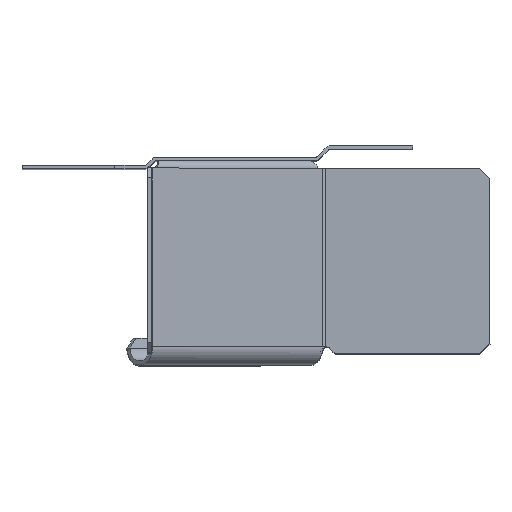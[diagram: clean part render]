
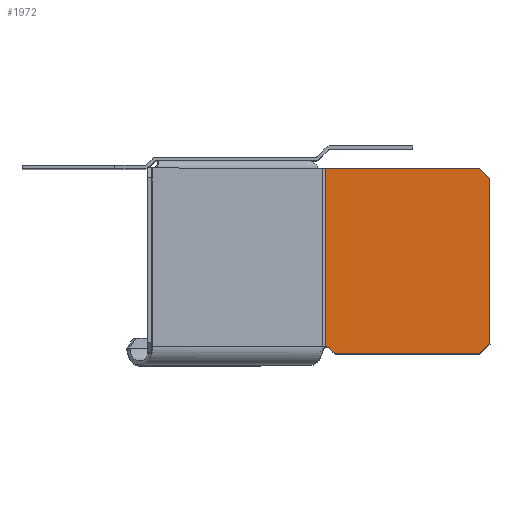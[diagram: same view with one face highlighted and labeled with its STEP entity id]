
A CAD part, top view. The second image highlights one B-rep face of the part: STEP entity #1972.
In plain terms, the highlighted face is planar.
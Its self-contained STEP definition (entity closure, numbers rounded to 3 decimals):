
#824=DIRECTION('',(0.,-1.,0.));
#825=VECTOR('',#824,53.5);
#826=CARTESIAN_POINT('',(-291.54,226.191,
-0.293));
#827=LINE('',#826,#825);
#913=DIRECTION('',(0.5,0.707,0.5));
#914=VECTOR('',#913,2.207);
#915=CARTESIAN_POINT('',(-293.622,170.726,-2.374));
#916=LINE('',#915,#914);
#917=CARTESIAN_POINT('',(-291.768,171.226,
-0.521));
#918=DIRECTION('',(0.707,0.,-0.707));
#919=DIRECTION('',(-0.5,0.707,-0.5));
#920=AXIS2_PLACEMENT_3D('',#917,#918,#919);
#922=DIRECTION('',(-0.707,0.,-0.707));
#923=VECTOR('',#922,46.322);
#924=CARTESIAN_POINT('',(-291.54,226.191,
-0.293));
#925=LINE('',#924,#923);
#926=DIRECTION('',(-0.5,-0.707,-0.5));
#927=VECTOR('',#926,4.243);
#928=CARTESIAN_POINT('',(-324.295,226.191,-33.047));
#929=LINE('',#928,#927);
#930=DIRECTION('',(0.,-1.,0.));
#931=VECTOR('',#930,49.465);
#932=CARTESIAN_POINT('',(-326.416,223.191,-35.169));
#933=LINE('',#932,#931);
#934=DIRECTION('',(0.5,-0.707,0.5));
#935=VECTOR('',#934,4.243);
#936=CARTESIAN_POINT('',(-326.416,173.726,-35.169));
#937=LINE('',#936,#935);
#938=DIRECTION('',(0.707,0.,0.707));
#939=VECTOR('',#938,43.379);
#940=CARTESIAN_POINT('',(-324.295,170.726,-33.047));
#941=LINE('',#940,#939);
#1420=CARTESIAN_POINT('',(-291.54,172.691,
-0.293));
#1422=VERTEX_POINT('',#1420);
#1426=CARTESIAN_POINT('',(-291.54,226.191,
-0.293));
#1427=VERTEX_POINT('',#1426);
#1460=CARTESIAN_POINT('',(-292.518,172.287,
-1.271));
#1461=VERTEX_POINT('',#1460);
#1474=CARTESIAN_POINT('',(-326.416,173.726,
-35.169));
#1475=VERTEX_POINT('',#1474);
#1476=CARTESIAN_POINT('',(-326.416,223.191,
-35.169));
#1477=VERTEX_POINT('',#1476);
#1478=CARTESIAN_POINT('',(-324.295,170.726,
-33.047));
#1479=VERTEX_POINT('',#1478);
#1480=CARTESIAN_POINT('',(-293.622,170.726,
-2.374));
#1481=VERTEX_POINT('',#1480);
#1482=CARTESIAN_POINT('',(-324.295,226.191,
-33.047));
#1483=VERTEX_POINT('',#1482);
#1953=CARTESIAN_POINT('',(-307.918,175.325,
-16.67));
#1954=DIRECTION('',(-0.707,0.,0.707));
#1955=DIRECTION('',(0.707,0.,0.707));
#1956=AXIS2_PLACEMENT_3D('',#1953,#1954,#1955);
#1957=PLANE('',#1956);
#1959=ORIENTED_EDGE('',*,*,#1958,.T.);
#1960=ORIENTED_EDGE('',*,*,#1894,.T.);
#1961=ORIENTED_EDGE('',*,*,#1591,.F.);
#1963=ORIENTED_EDGE('',*,*,#1962,.T.);
#1965=ORIENTED_EDGE('',*,*,#1964,.T.);
#1966=ORIENTED_EDGE('',*,*,#1932,.T.);
#1967=ORIENTED_EDGE('',*,*,#1944,.T.);
#1969=ORIENTED_EDGE('',*,*,#1968,.T.);
#1970=EDGE_LOOP('',(#1959,#1960,#1961,#1963,#1965,#1966,#1967,#1969));
#1971=FACE_OUTER_BOUND('',#1970,.F.);
#1972=ADVANCED_FACE('',(#1971),#1957,.F.);
#921=CIRCLE('',#920,1.5);
#1591=EDGE_CURVE('',#1427,#1422,#827,.T.);
#1894=EDGE_CURVE('',#1461,#1422,#921,.T.);
#1932=EDGE_CURVE('',#1477,#1475,#933,.T.);
#1944=EDGE_CURVE('',#1475,#1479,#937,.T.);
#1958=EDGE_CURVE('',#1481,#1461,#916,.T.);
#1962=EDGE_CURVE('',#1427,#1483,#925,.T.);
#1964=EDGE_CURVE('',#1483,#1477,#929,.T.);
#1968=EDGE_CURVE('',#1479,#1481,#941,.T.);
